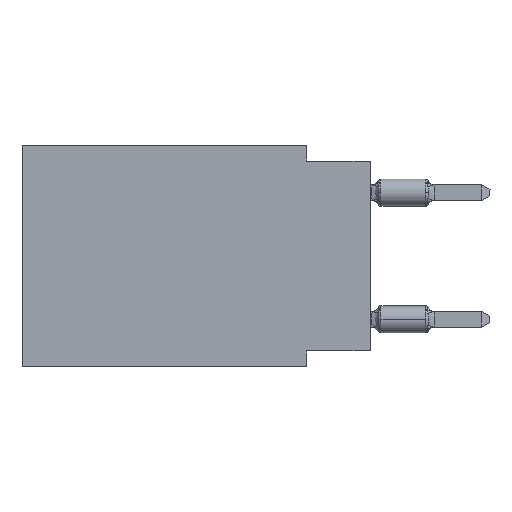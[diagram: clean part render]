
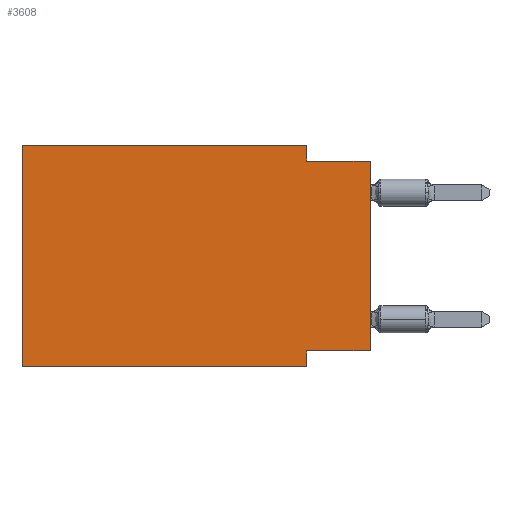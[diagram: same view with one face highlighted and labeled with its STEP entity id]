
A CAD part, left-side view. The second image highlights one B-rep face of the part: STEP entity #3608.
In plain terms, the highlighted planar face has unit normal (-1, 0, 0).
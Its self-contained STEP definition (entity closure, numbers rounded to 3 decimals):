
#396 = DIRECTION ( 'NONE',  ( 0., 0., -1. ) ) ;
#464 = ORIENTED_EDGE ( 'NONE', *, *, #683, .F. ) ;
#567 = LINE ( 'NONE', #5915, #1077 ) ;
#637 = DIRECTION ( 'NONE',  ( 0., -1., 0. ) ) ;
#683 = EDGE_CURVE ( 'NONE', #11399, #8421, #7158, .T. ) ;
#730 = EDGE_LOOP ( 'NONE', ( #1848, #6832, #11732, #13025, #7986, #10335, #12905, #464 ) ) ;
#1077 = VECTOR ( 'NONE', #637, 1000. ) ;
#1383 = VERTEX_POINT ( 'NONE', #6850 ) ;
#1539 = EDGE_CURVE ( 'NONE', #4055, #8915, #8369, .T. ) ;
#1782 = EDGE_CURVE ( 'NONE', #8421, #9412, #5599, .T. ) ;
#1848 = ORIENTED_EDGE ( 'NONE', *, *, #5314, .T. ) ;
#2562 = DIRECTION ( 'NONE',  ( 1., 0., 0. ) ) ;
#2889 = VERTEX_POINT ( 'NONE', #7886 ) ;
#2969 = EDGE_CURVE ( 'NONE', #2889, #4055, #11276, .T. ) ;
#3277 = CARTESIAN_POINT ( 'NONE',  ( 0., 2.54, -8.89 ) ) ;
#3500 = CARTESIAN_POINT ( 'NONE',  ( 0., 2.54, -8.255 ) ) ;
#3608 = ADVANCED_FACE ( 'NONE', ( #7647 ), #8830, .F. ) ;
#3938 = VECTOR ( 'NONE', #3986, 1000. ) ;
#3964 = CARTESIAN_POINT ( 'NONE',  ( 0., 13.97, 0. ) ) ;
#3986 = DIRECTION ( 'NONE',  ( 0., -1., 0. ) ) ;
#4052 = CARTESIAN_POINT ( 'NONE',  ( 0., 13.97, 0. ) ) ;
#4055 = VERTEX_POINT ( 'NONE', #7703 ) ;
#4249 = LINE ( 'NONE', #4052, #3938 ) ;
#4383 = AXIS2_PLACEMENT_3D ( 'NONE', #5653, #2562, #6615 ) ;
#4551 = EDGE_CURVE ( 'NONE', #11267, #1383, #10229, .T. ) ;
#5077 = DIRECTION ( 'NONE',  ( 0., -1., 0. ) ) ;
#5253 = VECTOR ( 'NONE', #12444, 1000. ) ;
#5314 = EDGE_CURVE ( 'NONE', #11399, #8915, #8042, .T. ) ;
#5499 = VECTOR ( 'NONE', #13317, 1000. ) ;
#5599 = LINE ( 'NONE', #3277, #8701 ) ;
#5653 = CARTESIAN_POINT ( 'NONE',  ( 0., 13.97, 0. ) ) ;
#5915 = CARTESIAN_POINT ( 'NONE',  ( 0., 13.97, -8.89 ) ) ;
#6083 = VECTOR ( 'NONE', #11294, 1000. ) ;
#6098 = CARTESIAN_POINT ( 'NONE',  ( 0., 2.54, 0. ) ) ;
#6231 = CARTESIAN_POINT ( 'NONE',  ( 0., 13.97, -8.89 ) ) ;
#6329 = CARTESIAN_POINT ( 'NONE',  ( 0., 0., -8.255 ) ) ;
#6615 = DIRECTION ( 'NONE',  ( 0., 0., -1. ) ) ;
#6832 = ORIENTED_EDGE ( 'NONE', *, *, #1539, .F. ) ;
#6834 = CARTESIAN_POINT ( 'NONE',  ( 0., 0., -8.255 ) ) ;
#6850 = CARTESIAN_POINT ( 'NONE',  ( 0., 13.97, 0. ) ) ;
#6957 = EDGE_CURVE ( 'NONE', #11267, #9412, #567, .T. ) ;
#7158 = LINE ( 'NONE', #6329, #10675 ) ;
#7408 = EDGE_CURVE ( 'NONE', #1383, #2889, #4249, .T. ) ;
#7647 = FACE_OUTER_BOUND ( 'NONE', #730, .T. ) ;
#7703 = CARTESIAN_POINT ( 'NONE',  ( 0., 2.54, -0.635 ) ) ;
#7886 = CARTESIAN_POINT ( 'NONE',  ( 0., 2.54, 0. ) ) ;
#7986 = ORIENTED_EDGE ( 'NONE', *, *, #4551, .F. ) ;
#8042 = LINE ( 'NONE', #11233, #6083 ) ;
#8225 = CARTESIAN_POINT ( 'NONE',  ( 0., 0., -0.635 ) ) ;
#8369 = LINE ( 'NONE', #8225, #8619 ) ;
#8421 = VERTEX_POINT ( 'NONE', #3500 ) ;
#8619 = VECTOR ( 'NONE', #5077, 1000. ) ;
#8701 = VECTOR ( 'NONE', #396, 1000. ) ;
#8830 = PLANE ( 'NONE',  #4383 ) ;
#8915 = VERTEX_POINT ( 'NONE', #8984 ) ;
#8984 = CARTESIAN_POINT ( 'NONE',  ( 0., 0., -0.635 ) ) ;
#9412 = VERTEX_POINT ( 'NONE', #12488 ) ;
#10229 = LINE ( 'NONE', #3964, #5499 ) ;
#10335 = ORIENTED_EDGE ( 'NONE', *, *, #6957, .T. ) ;
#10675 = VECTOR ( 'NONE', #11506, 1000. ) ;
#11233 = CARTESIAN_POINT ( 'NONE',  ( 0., 0., 0. ) ) ;
#11267 = VERTEX_POINT ( 'NONE', #6231 ) ;
#11276 = LINE ( 'NONE', #6098, #5253 ) ;
#11294 = DIRECTION ( 'NONE',  ( 0., 0., 1. ) ) ;
#11399 = VERTEX_POINT ( 'NONE', #6834 ) ;
#11506 = DIRECTION ( 'NONE',  ( 0., 1., 0. ) ) ;
#11732 = ORIENTED_EDGE ( 'NONE', *, *, #2969, .F. ) ;
#12444 = DIRECTION ( 'NONE',  ( 0., 0., -1. ) ) ;
#12488 = CARTESIAN_POINT ( 'NONE',  ( 0., 2.54, -8.89 ) ) ;
#12905 = ORIENTED_EDGE ( 'NONE', *, *, #1782, .F. ) ;
#13025 = ORIENTED_EDGE ( 'NONE', *, *, #7408, .F. ) ;
#13317 = DIRECTION ( 'NONE',  ( 0., 0., 1. ) ) ;
